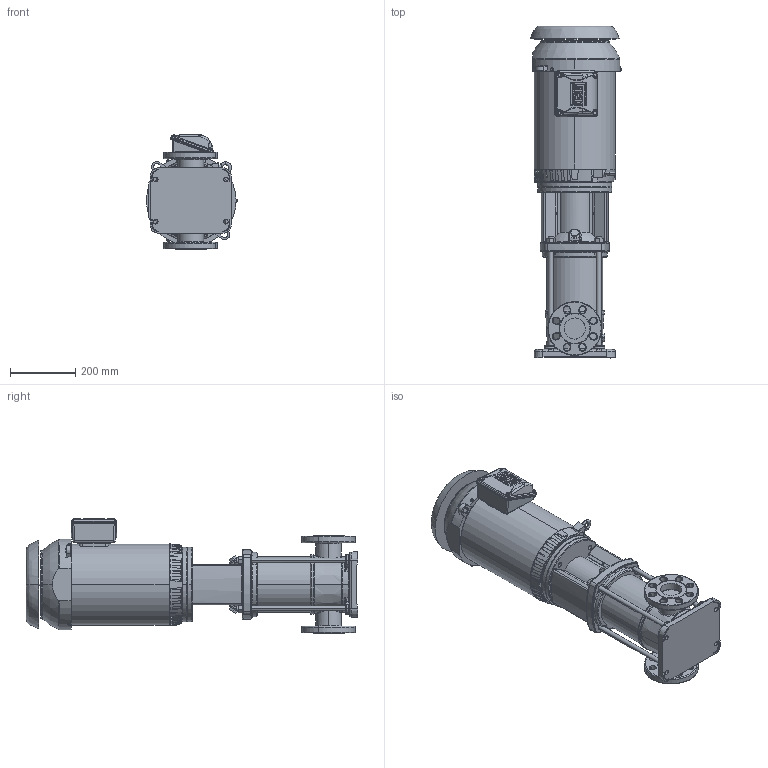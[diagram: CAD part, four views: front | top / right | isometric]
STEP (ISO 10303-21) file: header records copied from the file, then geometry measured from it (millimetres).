
FILE_DESCRIPTION (( 'STEP AP203' ), '1' );
FILE_NAME ('3303073 - MVI-75-4-7.5 HP-213TC-304-E-230_460~3.step', '2022-03-30T16:59:58', ( '' ), ( '' ), 'SwSTEP 2.0', 'SolidWorks 2021', '' );
FILE_SCHEMA (( 'CONFIG_CONTROL_DESIGN' ));
Length unit declared in the file: inch
Products named in the file (5): MVI PEO - [304-EPDM]_3304073 - MVI-75-4-7.5 HP-213TC-304-E-S; 3303073 - MVI-75-4-7.5 HP-213TC-304-E-230_460~3; TEFC MOTOR_2700096 - NEMA V2 7.5 HP 213_5TC 208-230_460~3 TEFC; sbi_n_15-4_flange(NEMA); 2700096 - NEMA V2 7.5 HP 213_5TC 208-230_460~3 TEFC
Assembly tree (4 placements, depth 3):
  3303073 - MVI-75-4-7.5 HP-213TC-304-E-230_460~3
    MVI PEO - [304-EPDM]_3304073 - MVI-75-4-7.5 HP-213TC-304-E-S
      sbi_n_15-4_flange(NEMA)
    TEFC MOTOR_2700096 - NEMA V2 7.5 HP 213_5TC 208-230_460~3 TEFC
      2700096 - NEMA V2 7.5 HP 213_5TC 208-230_460~3 TEFC
Bounding box: 279.63 x 1018.5 x 352.52 mm (x, y, z)
Volume: 38902065.8 mm3; surface area: 1791801.4 mm2
Topology: 23 solids, 39 shells, 4087 faces, 10823 edges, 7069 vertices
Faces by surface type: plane 1878, cylinder 1500, bspline 404, cone 195, torus 104, sphere 6
Entity records: 165605 total; most frequent: CARTESIAN_POINT 66372, ORIENTED_EDGE 21592, DIRECTION 19442, EDGE_CURVE 10796, VERTEX_POINT 7067, AXIS2_PLACEMENT_3D 6951, LINE 5540, VECTOR 5540
